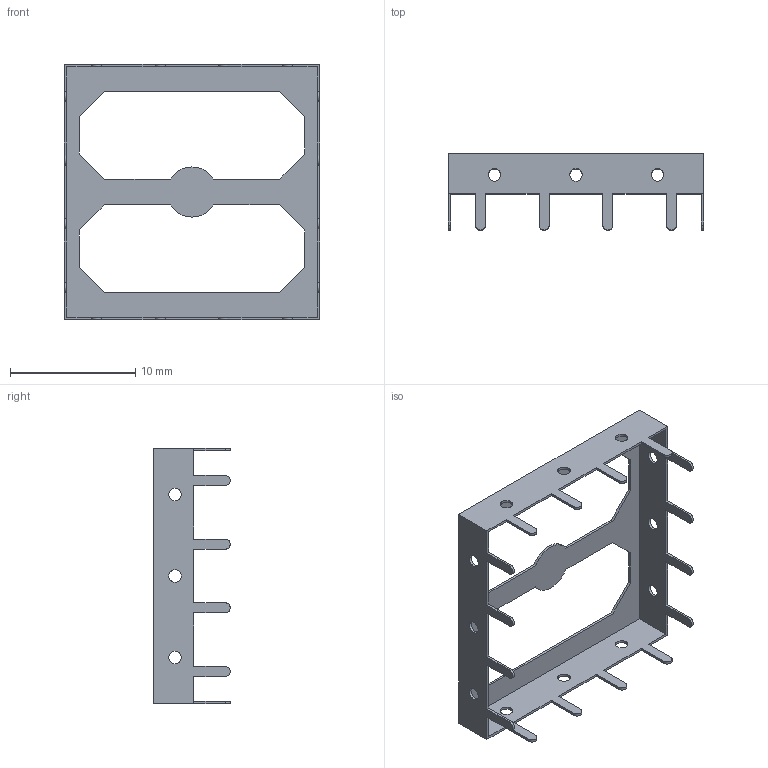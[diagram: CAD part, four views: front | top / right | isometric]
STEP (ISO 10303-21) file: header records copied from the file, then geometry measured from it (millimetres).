
FILE_DESCRIPTION(/* description */ (''),/* implementation_level */ '2;1');
FILE_NAME(/* name */ 'SMA_TE_5-1814832-1_Vertical.step',/* time_stamp */ '2019-03-31T17:37:47+01:00',/* author */ ('dan.m0wut'),/* organization */ (''),/* preprocessor_version */ 'ST-DEVELOPER v17.2',/* originating_system */ 'Autodesk Translation Framework v7.6.0.251',/* authorisation */ '');
FILE_SCHEMA (('AUTOMOTIVE_DESIGN { 1 0 10303 214 3 1 1 }'));
Length unit declared in the file: millimetre
Products named in the file (1): Shield_Wurth_36503205S_20x20x3mm_TH
Bounding box: 20.4 x 6.1 x 20.4 mm (x, y, z)
Volume: 90.8 mm3; surface area: 968.1 mm2
Topology: 1 solids, 1 shells, 106 faces, 312 edges, 208 vertices
Faces by surface type: plane 76, cylinder 30
Full cylindrical faces by diameter (mm): 1 x12
Entity records: 3605 total; most frequent: CARTESIAN_POINT 627, ORIENTED_EDGE 624, DIRECTION 586, EDGE_CURVE 312, LINE 252, VECTOR 252, VERTEX_POINT 208, AXIS2_PLACEMENT_3D 167
